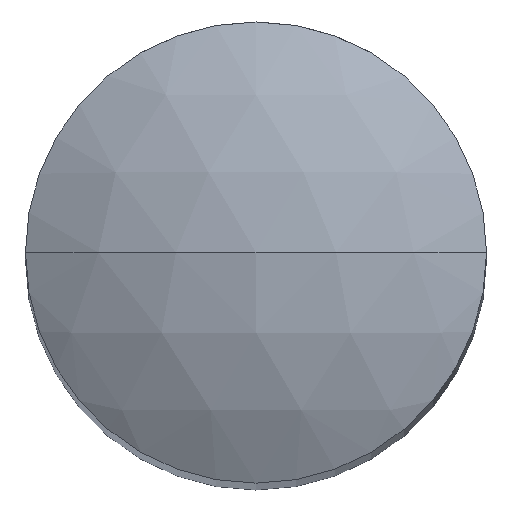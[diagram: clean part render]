
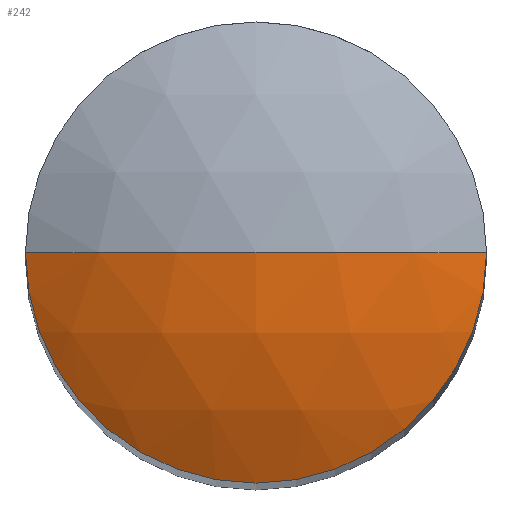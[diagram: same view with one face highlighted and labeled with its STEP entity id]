
A CAD part, top view. The second image highlights one B-rep face of the part: STEP entity #242.
In plain terms, the highlighted spherical face has radius 5 mm.
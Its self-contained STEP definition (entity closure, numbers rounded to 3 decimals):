
#3 = EDGE_LOOP ( 'NONE', ( #560, #297, #167 ) ) ;
#50 = EDGE_CURVE ( 'NONE', #781, #757, #178, .T. ) ;
#76 = EDGE_CURVE ( 'NONE', #366, #781, #846, .T. ) ;
#90 = SPHERICAL_SURFACE ( 'NONE', #199, 5. ) ;
#129 = CIRCLE ( 'NONE', #244, 5. ) ;
#135 = EDGE_CURVE ( 'NONE', #366, #757, #129, .T. ) ;
#167 = ORIENTED_EDGE ( 'NONE', *, *, #50, .F. ) ;
#178 = CIRCLE ( 'NONE', #276, 2.5 ) ;
#185 = CARTESIAN_POINT ( 'NONE',  ( 0., 0., 22.5 ) ) ;
#199 = AXIS2_PLACEMENT_3D ( 'NONE', #398, #391, #426 ) ;
#242 = ADVANCED_FACE ( 'NONE', ( #652 ), #90, .T. ) ;
#244 = AXIS2_PLACEMENT_3D ( 'NONE', #542, #538, #529 ) ;
#264 = AXIS2_PLACEMENT_3D ( 'NONE', #636, #630, #626 ) ;
#276 = AXIS2_PLACEMENT_3D ( 'NONE', #769, #752, #726 ) ;
#297 = ORIENTED_EDGE ( 'NONE', *, *, #135, .T. ) ;
#366 = VERTEX_POINT ( 'NONE', #185 ) ;
#391 = DIRECTION ( 'NONE',  ( 0., -1., 0. ) ) ;
#398 = CARTESIAN_POINT ( 'NONE',  ( 0., 0., 17.5 ) ) ;
#426 = DIRECTION ( 'NONE',  ( 1., 0., 0. ) ) ;
#529 = DIRECTION ( 'NONE',  ( 1., 0., 0. ) ) ;
#538 = DIRECTION ( 'NONE',  ( 0., -1., 0. ) ) ;
#542 = CARTESIAN_POINT ( 'NONE',  ( 0., 0., 17.5 ) ) ;
#560 = ORIENTED_EDGE ( 'NONE', *, *, #76, .F. ) ;
#626 = DIRECTION ( 'NONE',  ( 0., 0., 1. ) ) ;
#630 = DIRECTION ( 'NONE',  ( 0., 1., 0. ) ) ;
#636 = CARTESIAN_POINT ( 'NONE',  ( 0., 0., 17.5 ) ) ;
#652 = FACE_OUTER_BOUND ( 'NONE', #3, .T. ) ;
#726 = DIRECTION ( 'NONE',  ( -1., 0., 0. ) ) ;
#752 = DIRECTION ( 'NONE',  ( 0., 0., -1. ) ) ;
#757 = VERTEX_POINT ( 'NONE', #799 ) ;
#769 = CARTESIAN_POINT ( 'NONE',  ( 0., 0., 21.83 ) ) ;
#781 = VERTEX_POINT ( 'NONE', #800 ) ;
#799 = CARTESIAN_POINT ( 'NONE',  ( -2.5, 0., 21.83 ) ) ;
#800 = CARTESIAN_POINT ( 'NONE',  ( 2.5, 0., 21.83 ) ) ;
#846 = CIRCLE ( 'NONE', #264, 5. ) ;
